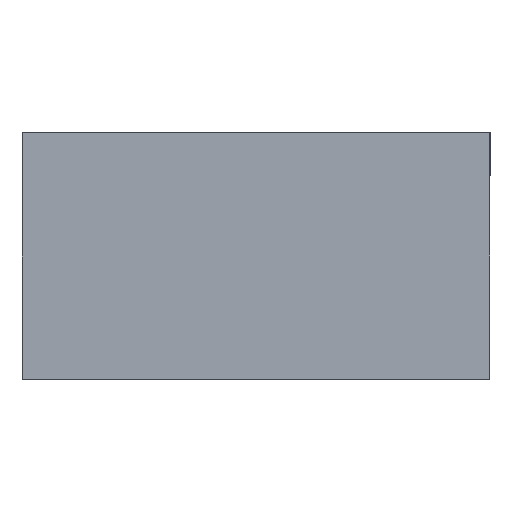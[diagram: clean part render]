
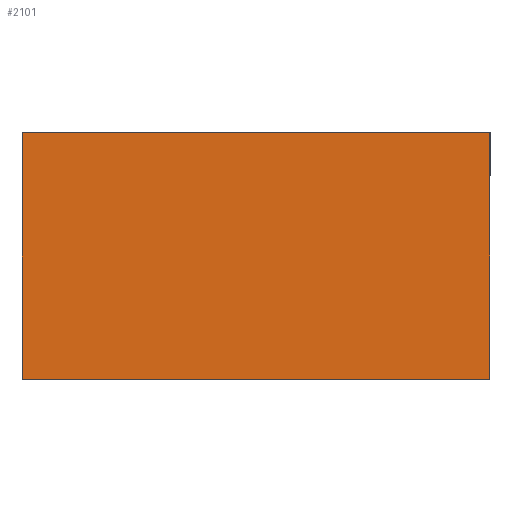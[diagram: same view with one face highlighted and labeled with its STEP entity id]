
A CAD part, front view. The second image highlights one B-rep face of the part: STEP entity #2101.
In plain terms, the highlighted planar face has unit normal (0, -1, 0).
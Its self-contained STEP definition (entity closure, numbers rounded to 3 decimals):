
#592 = FACE_OUTER_BOUND ( 'NONE', #5129, .T. ) ;
#607 = LINE ( 'NONE', #3120, #1044 ) ;
#739 = EDGE_CURVE ( 'NONE', #4853, #2920, #3235, .T. ) ;
#1027 = LINE ( 'NONE', #2679, #2833 ) ;
#1044 = VECTOR ( 'NONE', #4515, 1000. ) ;
#1157 = VECTOR ( 'NONE', #3794, 1000. ) ;
#1491 = VERTEX_POINT ( 'NONE', #4735 ) ;
#1703 = ORIENTED_EDGE ( 'NONE', *, *, #2472, .F. ) ;
#1759 = EDGE_CURVE ( 'NONE', #1491, #4853, #1027, .T. ) ;
#2101 = ADVANCED_FACE ( 'NONE', ( #592 ), #2352, .T. ) ;
#2243 = VERTEX_POINT ( 'NONE', #2890 ) ;
#2352 = PLANE ( 'NONE',  #3022 ) ;
#2472 = EDGE_CURVE ( 'NONE', #2920, #2243, #607, .T. ) ;
#2585 = ORIENTED_EDGE ( 'NONE', *, *, #739, .F. ) ;
#2679 = CARTESIAN_POINT ( 'NONE',  ( 63.758, -2., -33.635 ) ) ;
#2813 = LINE ( 'NONE', #3342, #3750 ) ;
#2833 = VECTOR ( 'NONE', #2844, 1000. ) ;
#2844 = DIRECTION ( 'NONE',  ( 0., 0., -1. ) ) ;
#2890 = CARTESIAN_POINT ( 'NONE',  ( 6.758, -2., -3.635 ) ) ;
#2920 = VERTEX_POINT ( 'NONE', #4560 ) ;
#3022 = AXIS2_PLACEMENT_3D ( 'NONE', #5096, #3754, #3249 ) ;
#3120 = CARTESIAN_POINT ( 'NONE',  ( 6.758, -2., -33.635 ) ) ;
#3235 = LINE ( 'NONE', #5082, #1157 ) ;
#3249 = DIRECTION ( 'NONE',  ( 0., 0., -1. ) ) ;
#3342 = CARTESIAN_POINT ( 'NONE',  ( 63.758, -2., -3.635 ) ) ;
#3602 = ORIENTED_EDGE ( 'NONE', *, *, #1759, .F. ) ;
#3729 = DIRECTION ( 'NONE',  ( 1., 0., 0. ) ) ;
#3750 = VECTOR ( 'NONE', #3729, 1000. ) ;
#3754 = DIRECTION ( 'NONE',  ( 0., -1., 0. ) ) ;
#3794 = DIRECTION ( 'NONE',  ( -1., 0., 0. ) ) ;
#4395 = EDGE_CURVE ( 'NONE', #2243, #1491, #2813, .T. ) ;
#4515 = DIRECTION ( 'NONE',  ( 0., 0., 1. ) ) ;
#4560 = CARTESIAN_POINT ( 'NONE',  ( 6.758, -2., -33.635 ) ) ;
#4735 = CARTESIAN_POINT ( 'NONE',  ( 63.758, -2., -3.635 ) ) ;
#4853 = VERTEX_POINT ( 'NONE', #4911 ) ;
#4911 = CARTESIAN_POINT ( 'NONE',  ( 63.758, -2., -33.635 ) ) ;
#5013 = ORIENTED_EDGE ( 'NONE', *, *, #4395, .F. ) ;
#5082 = CARTESIAN_POINT ( 'NONE',  ( 63.758, -2., -33.635 ) ) ;
#5096 = CARTESIAN_POINT ( 'NONE',  ( 0., -2., 0. ) ) ;
#5129 = EDGE_LOOP ( 'NONE', ( #3602, #5013, #1703, #2585 ) ) ;
